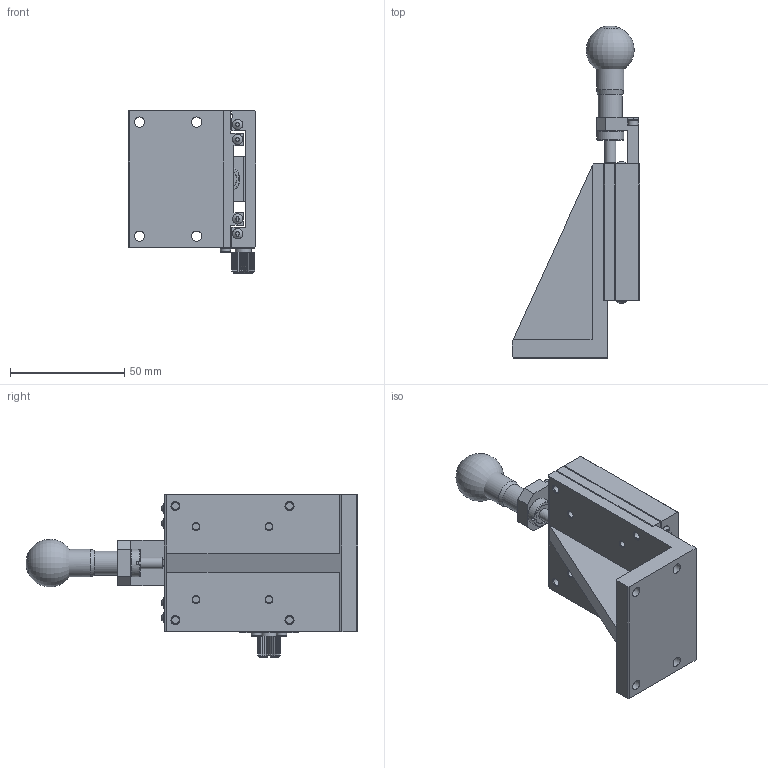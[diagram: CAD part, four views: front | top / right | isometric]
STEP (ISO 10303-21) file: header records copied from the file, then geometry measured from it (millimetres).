
FILE_DESCRIPTION (( 'STEP AP203' ), '1' );
FILE_NAME ('528917.STEP', '2024-11-13T01:57:05', ( 'Windows User' ), ( 'P R C' ), 'SwSTEP 2.0', 'SolidWorks 2020', '' );
FILE_SCHEMA (( 'CONFIG_CONTROL_DESIGN' ));
Products named in the file (1): 528917
Bounding box: 56 x 145.49 x 71.3 mm (x, y, z)
Volume: 107347.4 mm3; surface area: 48287.1 mm2
Topology: 5 solids, 7 shells, 2429 faces, 5270 edges, 2886 vertices
Faces by surface type: bspline 1453, cylinder 528, plane 316, cone 131, torus 1
Full cylindrical faces by diameter (mm): 2.459 x4, 2.85 x4, 3 x1, 3.242 x12, 4 x1, 4.5 x20, 5 x2, 7 x1, 7.5 x4, 9 x1, 10.5 x1, 12 x1, 12.034 x1
Entity records: 90777 total; most frequent: CARTESIAN_POINT 55210, ORIENTED_EDGE 10282, EDGE_CURVE 5141, DIRECTION 3729, VERTEX_POINT 2852, EDGE_LOOP 2603, FACE_OUTER_BOUND 2486, ADVANCED_FACE 2429
